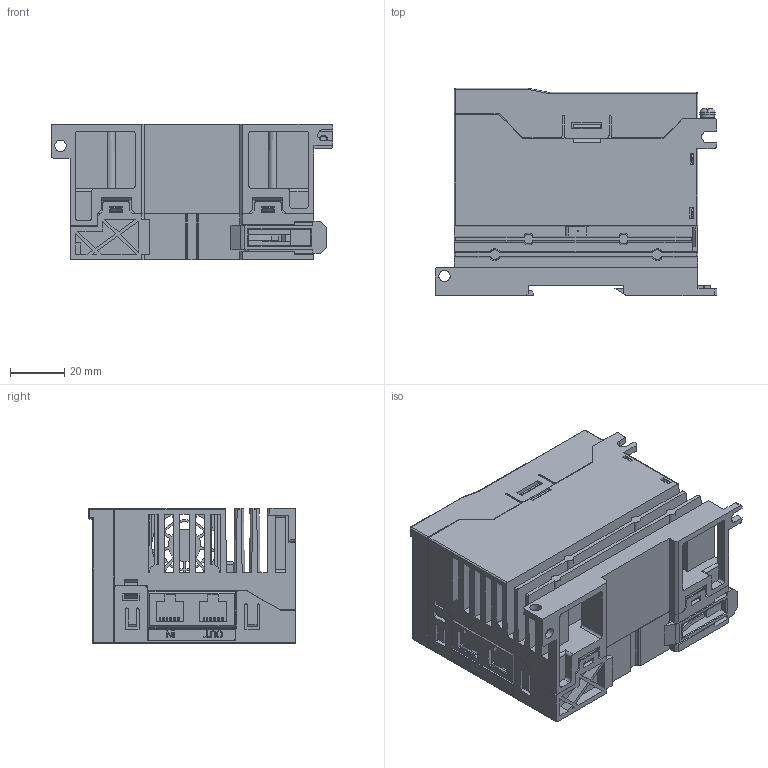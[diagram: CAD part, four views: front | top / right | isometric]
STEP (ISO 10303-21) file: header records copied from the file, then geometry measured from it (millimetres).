
FILE_DESCRIPTION((''),'2;1');
FILE_NAME('D3EB075U_2','2021-09-16T',('kjl'),(''),'PRO/ENGINEER BY PARAMETRIC TECHNOLOGY CORPORATION, 2010280','PRO/ENGINEER BY PARAMETRIC TECHNOLOGY CORPORATION, 2010280','');
FILE_SCHEMA(('AUTOMOTIVE_DESIGN_CC2 { 1 2 10303 214 -1 1 5 2 }'));
Products named in the file (1): D3EB075U_2
Bounding box: 104 x 76.5 x 50 mm (x, y, z)
Volume: 235222.6 mm3; surface area: 86477.8 mm2
Topology: 1 solids, 4 shells, 2776 faces, 8005 edges, 5286 vertices
Faces by surface type: plane 2045, cylinder 578, cone 83, extrusion 32, bspline 17, torus 12, sphere 9
Entity records: 114662 total; most frequent: CARTESIAN_POINT 24503, ORIENTED_EDGE 16002, DIRECTION 13799, EDGE_CURVE 8001, VECTOR 6355, LINE 6323, VERTEX_POINT 5286, AXIS2_PLACEMENT_3D 3722
